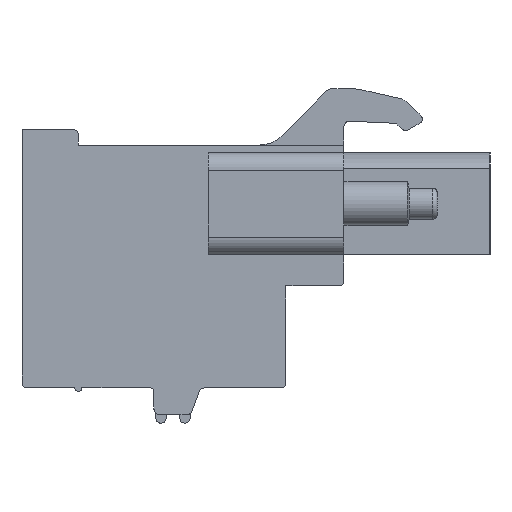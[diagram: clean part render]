
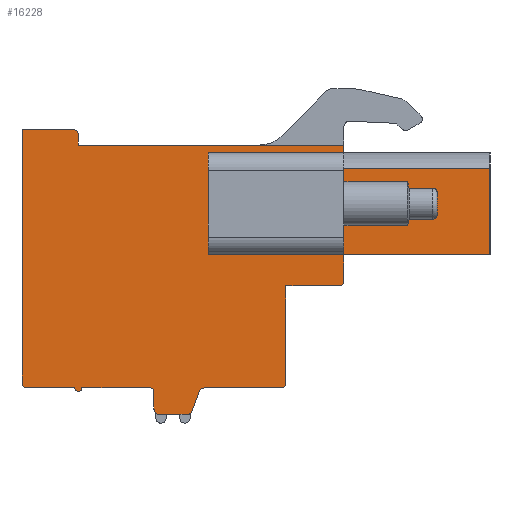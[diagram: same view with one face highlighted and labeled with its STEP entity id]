
A CAD part, left-side view. The second image highlights one B-rep face of the part: STEP entity #16228.
In plain terms, the highlighted planar face has unit normal (-1, 0, 0).
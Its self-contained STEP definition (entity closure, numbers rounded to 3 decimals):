
#1=DIRECTION('',(0.,-1.,0.));
#2=VECTOR('',#1,6.1);
#3=CARTESIAN_POINT('',(0.,2.04,0.73));
#4=LINE('',#3,#2);
#5=DIRECTION('',(0.,0.,1.));
#6=VECTOR('',#5,5.8);
#7=CARTESIAN_POINT('',(0.,-4.06,0.73));
#8=LINE('',#7,#6);
#9=DIRECTION('',(0.,1.,0.));
#10=VECTOR('',#9,6.1);
#11=CARTESIAN_POINT('',(0.,-4.06,6.53));
#12=LINE('',#11,#10);
#13=CARTESIAN_POINT('',(0.,-2.06,-6.54));
#14=DIRECTION('',(1.,0.,0.));
#15=DIRECTION('',(0.,-1.,0.));
#16=AXIS2_PLACEMENT_3D('',#13,#14,#15);
#18=DIRECTION('',(0.,1.,0.));
#19=VECTOR('',#18,4.34);
#20=CARTESIAN_POINT('',(0.,-2.06,-6.84));
#21=LINE('',#20,#19);
#22=CARTESIAN_POINT('',(0.,2.28,-7.14));
#23=DIRECTION('',(-1.,0.,0.));
#24=DIRECTION('',(0.,0.,1.));
#25=AXIS2_PLACEMENT_3D('',#22,#23,#24);
#27=DIRECTION('',(0.,0.345,-0.939));
#28=VECTOR('',#27,1.179);
#29=CARTESIAN_POINT('',(0.,2.562,-7.037));
#30=LINE('',#29,#28);
#31=CARTESIAN_POINT('',(0.,3.25,-8.04));
#32=DIRECTION('',(1.,0.,0.));
#33=DIRECTION('',(0.,-0.939,-0.345));
#34=AXIS2_PLACEMENT_3D('',#31,#32,#33);
#36=DIRECTION('',(0.,1.,0.));
#37=VECTOR('',#36,1.59);
#38=CARTESIAN_POINT('',(0.,3.25,-8.34));
#39=LINE('',#38,#37);
#40=CARTESIAN_POINT('',(0.,4.84,-8.04));
#41=DIRECTION('',(1.,0.,0.));
#42=DIRECTION('',(0.,0.,-1.));
#43=AXIS2_PLACEMENT_3D('',#40,#41,#42);
#45=DIRECTION('',(0.,0.,1.));
#46=VECTOR('',#45,1.);
#47=CARTESIAN_POINT('',(0.,5.14,-8.04));
#48=LINE('',#47,#46);
#49=CARTESIAN_POINT('',(0.,5.34,-7.04));
#50=DIRECTION('',(-1.,0.,0.));
#51=DIRECTION('',(0.,-1.,0.));
#52=AXIS2_PLACEMENT_3D('',#49,#50,#51);
#54=DIRECTION('',(0.,1.,0.));
#55=VECTOR('',#54,3.9);
#56=CARTESIAN_POINT('',(0.,5.34,-6.84));
#57=LINE('',#56,#55);
#58=CARTESIAN_POINT('',(0.,9.44,-6.84));
#59=DIRECTION('',(1.,0.,0.));
#60=DIRECTION('',(0.,-1.,0.));
#61=AXIS2_PLACEMENT_3D('',#58,#59,#60);
#63=DIRECTION('',(0.,1.,0.));
#64=VECTOR('',#63,2.7);
#65=CARTESIAN_POINT('',(0.,9.64,-6.84));
#66=LINE('',#65,#64);
#67=CARTESIAN_POINT('',(0.,12.34,-6.54));
#68=DIRECTION('',(1.,0.,0.));
#69=DIRECTION('',(0.,0.,-1.));
#70=AXIS2_PLACEMENT_3D('',#67,#68,#69);
#72=DIRECTION('',(0.,0.,1.));
#73=VECTOR('',#72,0.5);
#74=CARTESIAN_POINT('',(0.,12.64,-6.54));
#75=LINE('',#74,#73);
#76=DIRECTION('',(0.,0.,1.));
#77=VECTOR('',#76,13.9);
#78=CARTESIAN_POINT('',(0.,12.64,-6.04));
#79=LINE('',#78,#77);
#80=DIRECTION('',(0.,-1.,0.));
#81=VECTOR('',#80,2.9);
#82=CARTESIAN_POINT('',(0.,12.64,7.86));
#83=LINE('',#82,#81);
#84=CARTESIAN_POINT('',(0.,9.74,7.56));
#85=DIRECTION('',(1.,0.,0.));
#86=DIRECTION('',(0.,0.,1.));
#87=AXIS2_PLACEMENT_3D('',#84,#85,#86);
#89=DIRECTION('',(0.,0.,-1.));
#90=VECTOR('',#89,0.6);
#91=CARTESIAN_POINT('',(0.,9.44,7.56));
#92=LINE('',#91,#90);
#93=DIRECTION('',(0.,-1.,0.));
#94=VECTOR('',#93,15.1);
#95=CARTESIAN_POINT('',(0.,9.44,6.96));
#96=LINE('',#95,#94);
#97=DIRECTION('',(0.,0.,-1.));
#98=VECTOR('',#97,1.325);
#99=CARTESIAN_POINT('',(0.,-5.66,6.96));
#100=LINE('',#99,#98);
#101=DIRECTION('',(0.,1.,0.));
#102=VECTOR('',#101,8.3);
#103=CARTESIAN_POINT('',(0.,-13.96,5.635));
#104=LINE('',#103,#102);
#105=DIRECTION('',(0.,1.,0.));
#106=VECTOR('',#105,8.3);
#107=CARTESIAN_POINT('',(0.,-13.96,0.73));
#108=LINE('',#107,#106);
#109=DIRECTION('',(0.,0.,-1.));
#110=VECTOR('',#109,1.47);
#111=CARTESIAN_POINT('',(0.,-5.66,0.73));
#112=LINE('',#111,#110);
#113=CARTESIAN_POINT('',(0.,-5.36,-0.74));
#114=DIRECTION('',(-1.,0.,0.));
#115=DIRECTION('',(0.,0.,-1.));
#116=AXIS2_PLACEMENT_3D('',#113,#114,#115);
#403=DIRECTION('',(0.,0.,1.));
#404=VECTOR('',#403,5.8);
#405=CARTESIAN_POINT('',(0.,2.04,0.73));
#406=LINE('',#405,#404);
#740=DIRECTION('',(0.,-1.,0.));
#741=VECTOR('',#740,3.);
#742=CARTESIAN_POINT('',(0.,-2.36,-1.04));
#743=LINE('',#742,#741);
#1912=DIRECTION('',(0.,0.,1.));
#1913=VECTOR('',#1912,4.905);
#1914=CARTESIAN_POINT('',(0.,-13.96,0.73));
#1915=LINE('',#1914,#1913);
#3943=DIRECTION('',(0.,0.,1.));
#3944=VECTOR('',#3943,5.5);
#3945=CARTESIAN_POINT('',(0.,-2.36,-6.54));
#3946=LINE('',#3945,#3944);
#12313=CARTESIAN_POINT('',(0.,12.34,-6.84));
#12314=CARTESIAN_POINT('',(0.,12.64,-6.54));
#12315=VERTEX_POINT('',#12313);
#12316=VERTEX_POINT('',#12314);
#12317=CARTESIAN_POINT('',(0.,12.64,-6.04));
#12318=VERTEX_POINT('',#12317);
#12319=CARTESIAN_POINT('',(0.,12.64,7.86));
#12320=VERTEX_POINT('',#12319);
#12321=CARTESIAN_POINT('',(0.,9.74,7.86));
#12322=VERTEX_POINT('',#12321);
#12323=CARTESIAN_POINT('',(0.,9.44,7.56));
#12324=VERTEX_POINT('',#12323);
#12325=CARTESIAN_POINT('',(0.,9.44,6.96));
#12326=VERTEX_POINT('',#12325);
#12327=CARTESIAN_POINT('',(0.,-5.66,6.96));
#12328=VERTEX_POINT('',#12327);
#12329=CARTESIAN_POINT('',(0.,-2.36,-6.54));
#12330=CARTESIAN_POINT('',(0.,-2.06,-6.84));
#12331=VERTEX_POINT('',#12329);
#12332=VERTEX_POINT('',#12330);
#12333=CARTESIAN_POINT('',(0.,2.28,-6.84));
#12334=VERTEX_POINT('',#12333);
#12335=CARTESIAN_POINT('',(0.,2.562,-7.037));
#12336=VERTEX_POINT('',#12335);
#12337=CARTESIAN_POINT('',(0.,2.968,-8.143));
#12338=VERTEX_POINT('',#12337);
#12339=CARTESIAN_POINT('',(0.,3.25,-8.34));
#12340=VERTEX_POINT('',#12339);
#12341=CARTESIAN_POINT('',(0.,4.84,-8.34));
#12342=VERTEX_POINT('',#12341);
#12343=CARTESIAN_POINT('',(0.,5.14,-8.04));
#12344=VERTEX_POINT('',#12343);
#12345=CARTESIAN_POINT('',(0.,5.14,-7.04));
#12346=VERTEX_POINT('',#12345);
#12347=CARTESIAN_POINT('',(0.,5.34,-6.84));
#12348=VERTEX_POINT('',#12347);
#12349=CARTESIAN_POINT('',(0.,9.24,-6.84));
#12350=VERTEX_POINT('',#12349);
#12351=CARTESIAN_POINT('',(0.,9.64,-6.84));
#12352=VERTEX_POINT('',#12351);
#12417=CARTESIAN_POINT('',(0.,-13.96,0.73));
#12418=VERTEX_POINT('',#12417);
#12419=CARTESIAN_POINT('',(0.,-5.66,0.73));
#12420=VERTEX_POINT('',#12419);
#12645=CARTESIAN_POINT('',(0.,-13.96,5.635));
#12647=VERTEX_POINT('',#12645);
#15845=CARTESIAN_POINT('',(0.,2.04,0.73));
#15846=CARTESIAN_POINT('',(0.,2.04,6.53));
#15847=VERTEX_POINT('',#15845);
#15848=VERTEX_POINT('',#15846);
#15853=CARTESIAN_POINT('',(0.,-4.06,0.73));
#15855=VERTEX_POINT('',#15853);
#15857=CARTESIAN_POINT('',(0.,-4.06,6.53));
#15859=VERTEX_POINT('',#15857);
#15861=CARTESIAN_POINT('',(0.,-5.66,5.635));
#15862=VERTEX_POINT('',#15861);
#16009=CARTESIAN_POINT('',(0.,-5.36,-1.04));
#16010=CARTESIAN_POINT('',(0.,-5.66,-0.74));
#16011=VERTEX_POINT('',#16009);
#16012=VERTEX_POINT('',#16010);
#16013=CARTESIAN_POINT('',(0.,-2.36,-1.04));
#16014=VERTEX_POINT('',#16013);
#16157=CARTESIAN_POINT('',(0.,0.,0.));
#16158=DIRECTION('',(1.,0.,0.));
#16159=DIRECTION('',(0.,-1.,0.));
#16160=AXIS2_PLACEMENT_3D('',#16157,#16158,#16159);
#16161=PLANE('',#16160);
#16163=ORIENTED_EDGE('',*,*,#16162,.F.);
#16165=ORIENTED_EDGE('',*,*,#16164,.F.);
#16167=ORIENTED_EDGE('',*,*,#16166,.T.);
#16169=ORIENTED_EDGE('',*,*,#16168,.T.);
#16171=ORIENTED_EDGE('',*,*,#16170,.T.);
#16173=ORIENTED_EDGE('',*,*,#16172,.T.);
#16175=ORIENTED_EDGE('',*,*,#16174,.T.);
#16177=ORIENTED_EDGE('',*,*,#16176,.T.);
#16179=ORIENTED_EDGE('',*,*,#16178,.T.);
#16181=ORIENTED_EDGE('',*,*,#16180,.T.);
#16183=ORIENTED_EDGE('',*,*,#16182,.T.);
#16185=ORIENTED_EDGE('',*,*,#16184,.T.);
#16187=ORIENTED_EDGE('',*,*,#16186,.T.);
#16189=ORIENTED_EDGE('',*,*,#16188,.T.);
#16191=ORIENTED_EDGE('',*,*,#16190,.T.);
#16193=ORIENTED_EDGE('',*,*,#16192,.T.);
#16195=ORIENTED_EDGE('',*,*,#16194,.T.);
#16197=ORIENTED_EDGE('',*,*,#16196,.T.);
#16199=ORIENTED_EDGE('',*,*,#16198,.T.);
#16201=ORIENTED_EDGE('',*,*,#16200,.T.);
#16203=ORIENTED_EDGE('',*,*,#16202,.T.);
#16205=ORIENTED_EDGE('',*,*,#16204,.T.);
#16207=ORIENTED_EDGE('',*,*,#16206,.F.);
#16209=ORIENTED_EDGE('',*,*,#16208,.F.);
#16211=ORIENTED_EDGE('',*,*,#16210,.T.);
#16213=ORIENTED_EDGE('',*,*,#16212,.T.);
#16215=ORIENTED_EDGE('',*,*,#16214,.F.);
#16216=EDGE_LOOP('',(#16163,#16165,#16167,#16169,#16171,#16173,#16175,#16177,
#16179,#16181,#16183,#16185,#16187,#16189,#16191,#16193,#16195,#16197,#16199,
#16201,#16203,#16205,#16207,#16209,#16211,#16213,#16215));
#16217=FACE_OUTER_BOUND('',#16216,.F.);
#16219=ORIENTED_EDGE('',*,*,#16218,.T.);
#16221=ORIENTED_EDGE('',*,*,#16220,.T.);
#16223=ORIENTED_EDGE('',*,*,#16222,.T.);
#16225=ORIENTED_EDGE('',*,*,#16224,.F.);
#16226=EDGE_LOOP('',(#16219,#16221,#16223,#16225));
#16227=FACE_BOUND('',#16226,.F.);
#16228=ADVANCED_FACE('',(#16217,#16227),#16161,.F.);
#17=CIRCLE('',#16,0.3);
#26=CIRCLE('',#25,0.3);
#35=CIRCLE('',#34,0.3);
#44=CIRCLE('',#43,0.3);
#53=CIRCLE('',#52,0.2);
#62=CIRCLE('',#61,0.2);
#71=CIRCLE('',#70,0.3);
#88=CIRCLE('',#87,0.3);
#117=CIRCLE('',#116,0.3);
#16162=EDGE_CURVE('',#16014,#16011,#743,.T.);
#16164=EDGE_CURVE('',#12331,#16014,#3946,.T.);
#16166=EDGE_CURVE('',#12331,#12332,#17,.T.);
#16168=EDGE_CURVE('',#12332,#12334,#21,.T.);
#16170=EDGE_CURVE('',#12334,#12336,#26,.T.);
#16172=EDGE_CURVE('',#12336,#12338,#30,.T.);
#16174=EDGE_CURVE('',#12338,#12340,#35,.T.);
#16176=EDGE_CURVE('',#12340,#12342,#39,.T.);
#16178=EDGE_CURVE('',#12342,#12344,#44,.T.);
#16180=EDGE_CURVE('',#12344,#12346,#48,.T.);
#16182=EDGE_CURVE('',#12346,#12348,#53,.T.);
#16184=EDGE_CURVE('',#12348,#12350,#57,.T.);
#16186=EDGE_CURVE('',#12350,#12352,#62,.T.);
#16188=EDGE_CURVE('',#12352,#12315,#66,.T.);
#16190=EDGE_CURVE('',#12315,#12316,#71,.T.);
#16192=EDGE_CURVE('',#12316,#12318,#75,.T.);
#16194=EDGE_CURVE('',#12318,#12320,#79,.T.);
#16196=EDGE_CURVE('',#12320,#12322,#83,.T.);
#16198=EDGE_CURVE('',#12322,#12324,#88,.T.);
#16200=EDGE_CURVE('',#12324,#12326,#92,.T.);
#16202=EDGE_CURVE('',#12326,#12328,#96,.T.);
#16204=EDGE_CURVE('',#12328,#15862,#100,.T.);
#16206=EDGE_CURVE('',#12647,#15862,#104,.T.);
#16208=EDGE_CURVE('',#12418,#12647,#1915,.T.);
#16210=EDGE_CURVE('',#12418,#12420,#108,.T.);
#16212=EDGE_CURVE('',#12420,#16012,#112,.T.);
#16214=EDGE_CURVE('',#16011,#16012,#117,.T.);
#16218=EDGE_CURVE('',#15847,#15855,#4,.T.);
#16220=EDGE_CURVE('',#15855,#15859,#8,.T.);
#16222=EDGE_CURVE('',#15859,#15848,#12,.T.);
#16224=EDGE_CURVE('',#15847,#15848,#406,.T.);
